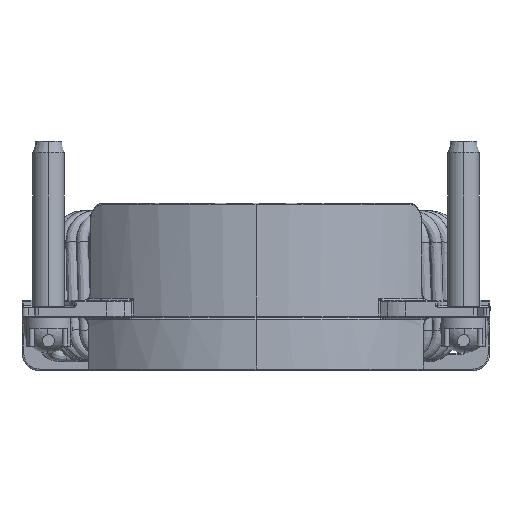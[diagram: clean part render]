
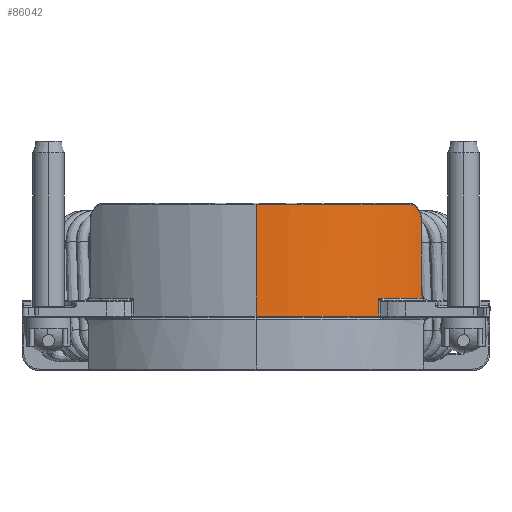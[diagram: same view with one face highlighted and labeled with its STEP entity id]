
A CAD part, left-side view. The second image highlights one B-rep face of the part: STEP entity #86042.
In plain terms, the highlighted cylindrical face has radius 12.8 mm (diameter 25.6 mm), a partial arc.
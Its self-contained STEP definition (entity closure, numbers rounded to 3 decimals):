
#1599 = DIRECTION ( 'NONE',  ( -1., 0., 0. ) ) ;
#1993 = B_SPLINE_CURVE_WITH_KNOTS ( 'NONE', 3,
 ( #84105, #75556, #92537, #41927, #101068, #50388, #109493, #58973 ),
 .UNSPECIFIED., .F., .F.,
 ( 4, 2, 2, 4 ),
 ( 0., 0.001, 0.001, 0.001 ),
 .UNSPECIFIED. ) ;
#4778 = CARTESIAN_POINT ( 'NONE',  ( -8.612, -9.47, 4.1 ) ) ;
#4997 = DIRECTION ( 'NONE',  ( 1., 0., 0. ) ) ;
#5288 = EDGE_CURVE ( 'NONE', #69610, #30131, #61357, .T. ) ;
#7090 = VECTOR ( 'NONE', #87071, 1000. ) ;
#8477 = AXIS2_PLACEMENT_3D ( 'NONE', #96109, #45516, #104655 ) ;
#9720 = VECTOR ( 'NONE', #68092, 1000. ) ;
#10049 = ORIENTED_EDGE ( 'NONE', *, *, #99085, .T. ) ;
#11272 = ORIENTED_EDGE ( 'NONE', *, *, #104496, .T. ) ;
#11922 = CARTESIAN_POINT ( 'NONE',  ( -12.8, 0., 9.4 ) ) ;
#13623 = CARTESIAN_POINT ( 'NONE',  ( -10.75, -6.949, 3.1 ) ) ;
#14434 = CARTESIAN_POINT ( 'NONE',  ( -8.612, -9.47, 4.1 ) ) ;
#17162 = ORIENTED_EDGE ( 'NONE', *, *, #5288, .T. ) ;
#17433 = CARTESIAN_POINT ( 'NONE',  ( -10.75, -6.949, 55.204 ) ) ;
#18341 = VERTEX_POINT ( 'NONE', #4778 ) ;
#18572 = CARTESIAN_POINT ( 'NONE',  ( 0., 0., 55.204 ) ) ;
#19309 = VERTEX_POINT ( 'NONE', #102333 ) ;
#20086 = CARTESIAN_POINT ( 'NONE',  ( -8.73, -9.361, 8.5 ) ) ;
#23404 = ORIENTED_EDGE ( 'NONE', *, *, #70503, .T. ) ;
#30131 = VERTEX_POINT ( 'NONE', #13623 ) ;
#31372 = CARTESIAN_POINT ( 'NONE',  ( -8.73, -9.361, 4.5 ) ) ;
#31484 = CARTESIAN_POINT ( 'NONE',  ( -10.75, -6.949, 4.1 ) ) ;
#31749 = ORIENTED_EDGE ( 'NONE', *, *, #46336, .T. ) ;
#33856 = CIRCLE ( 'NONE', #40480, 12.8 ) ;
#38536 = VERTEX_POINT ( 'NONE', #11922 ) ;
#40480 = AXIS2_PLACEMENT_3D ( 'NONE', #106197, #55590, #4997 ) ;
#41561 = VERTEX_POINT ( 'NONE', #20086 ) ;
#41927 = CARTESIAN_POINT ( 'NONE',  ( -8.998, -9.104, 9.224 ) ) ;
#45516 = DIRECTION ( 'NONE',  ( 0., 0., -1. ) ) ;
#46336 = EDGE_CURVE ( 'NONE', #18341, #89285, #86781, .T. ) ;
#46465 = EDGE_LOOP ( 'NONE', ( #69360, #99390, #17162, #11272, #23404, #31749, #96792, #10049 ) ) ;
#50388 = CARTESIAN_POINT ( 'NONE',  ( -9.228, -8.871, 9.377 ) ) ;
#50617 = FACE_OUTER_BOUND ( 'NONE', #46465, .T. ) ;
#51986 = LINE ( 'NONE', #95910, #7090 ) ;
#52164 = DIRECTION ( 'NONE',  ( 0., 0., 1. ) ) ;
#55590 = DIRECTION ( 'NONE',  ( 0., 0., 1. ) ) ;
#58315 = EDGE_CURVE ( 'NONE', #19309, #38536, #67140, .T. ) ;
#58973 = CARTESIAN_POINT ( 'NONE',  ( -9.393, -8.696, 9.4 ) ) ;
#61357 = CIRCLE ( 'NONE', #88513, 12.8 ) ;
#61613 = AXIS2_PLACEMENT_3D ( 'NONE', #18572, #85161, #95038 ) ;
#66689 = CARTESIAN_POINT ( 'NONE',  ( -12.8, 0., 55.204 ) ) ;
#67140 = CIRCLE ( 'NONE', #8477, 12.8 ) ;
#67431 = CARTESIAN_POINT ( 'NONE',  ( -8.73, -9.361, 4.5 ) ) ;
#68092 = DIRECTION ( 'NONE',  ( 0., 0., 1. ) ) ;
#69360 = ORIENTED_EDGE ( 'NONE', *, *, #58315, .T. ) ;
#69610 = VERTEX_POINT ( 'NONE', #99793 ) ;
#70503 = EDGE_CURVE ( 'NONE', #91489, #18341, #33856, .T. ) ;
#73551 = CARTESIAN_POINT ( 'NONE',  ( -8.686, -9.402, 4.207 ) ) ;
#75135 = DIRECTION ( 'NONE',  ( 0., 0., -1. ) ) ;
#75556 = CARTESIAN_POINT ( 'NONE',  ( -8.73, -9.361, 8.743 ) ) ;
#77147 = LINE ( 'NONE', #17433, #9720 ) ;
#82084 = CARTESIAN_POINT ( 'NONE',  ( -8.73, -9.361, 4.351 ) ) ;
#83089 = EDGE_CURVE ( 'NONE', #38536, #69610, #108679, .T. ) ;
#84105 = CARTESIAN_POINT ( 'NONE',  ( -8.73, -9.361, 8.5 ) ) ;
#85161 = DIRECTION ( 'NONE',  ( 0., 0., -1. ) ) ;
#85793 = EDGE_CURVE ( 'NONE', #89285, #41561, #51986, .T. ) ;
#86042 = ADVANCED_FACE ( 'NONE', ( #50617 ), #92938, .T. ) ;
#86234 = VECTOR ( 'NONE', #75135, 1000. ) ;
#86781 = B_SPLINE_CURVE_WITH_KNOTS ( 'NONE', 3,
 ( #14434, #73551, #82084, #31372 ),
 .UNSPECIFIED., .F., .F.,
 ( 4, 4 ),
 ( 0., 0.001 ),
 .UNSPECIFIED. ) ;
#87071 = DIRECTION ( 'NONE',  ( 0., 0., 1. ) ) ;
#88513 = AXIS2_PLACEMENT_3D ( 'NONE', #102824, #52164, #1599 ) ;
#89285 = VERTEX_POINT ( 'NONE', #67431 ) ;
#91489 = VERTEX_POINT ( 'NONE', #31484 ) ;
#92537 = CARTESIAN_POINT ( 'NONE',  ( -8.81, -9.288, 8.978 ) ) ;
#92938 = CYLINDRICAL_SURFACE ( 'NONE', #61613, 12.8 ) ;
#95038 = DIRECTION ( 'NONE',  ( -1., 0., 0. ) ) ;
#95910 = CARTESIAN_POINT ( 'NONE',  ( -8.73, -9.361, 55.204 ) ) ;
#96109 = CARTESIAN_POINT ( 'NONE',  ( 0., 0., 9.4 ) ) ;
#96792 = ORIENTED_EDGE ( 'NONE', *, *, #85793, .T. ) ;
#99085 = EDGE_CURVE ( 'NONE', #41561, #19309, #1993, .T. ) ;
#99390 = ORIENTED_EDGE ( 'NONE', *, *, #83089, .T. ) ;
#99793 = CARTESIAN_POINT ( 'NONE',  ( -12.8, 0., 3.1 ) ) ;
#101068 = CARTESIAN_POINT ( 'NONE',  ( -9.071, -9.031, 9.289 ) ) ;
#102333 = CARTESIAN_POINT ( 'NONE',  ( -9.393, -8.696, 9.4 ) ) ;
#102824 = CARTESIAN_POINT ( 'NONE',  ( 0., 0., 3.1 ) ) ;
#104496 = EDGE_CURVE ( 'NONE', #30131, #91489, #77147, .T. ) ;
#104655 = DIRECTION ( 'NONE',  ( 1., 0., 0. ) ) ;
#106197 = CARTESIAN_POINT ( 'NONE',  ( 0., 0., 4.1 ) ) ;
#108679 = LINE ( 'NONE', #66689, #86234 ) ;
#109493 = CARTESIAN_POINT ( 'NONE',  ( -9.31, -8.785, 9.4 ) ) ;
